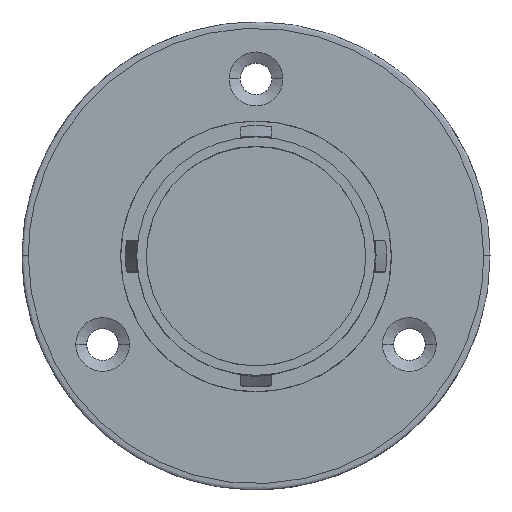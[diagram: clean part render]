
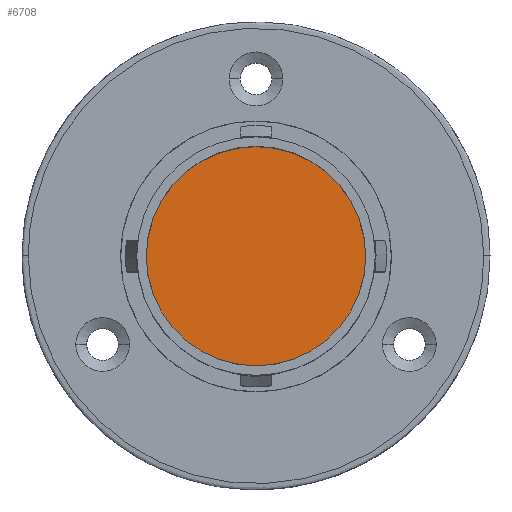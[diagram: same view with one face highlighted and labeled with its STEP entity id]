
A CAD part, top view. The second image highlights one B-rep face of the part: STEP entity #6708.
In plain terms, the highlighted face is planar.
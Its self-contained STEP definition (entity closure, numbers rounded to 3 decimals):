
#655 = CARTESIAN_POINT ( 'NONE',  ( -17.35, 0., 0. ) ) ;
#681 = DIRECTION ( 'NONE',  ( 1., 0., 0. ) ) ;
#828 = ORIENTED_EDGE ( 'NONE', *, *, #1679, .T. ) ;
#963 = AXIS2_PLACEMENT_3D ( 'NONE', #3561, #2256, #1539 ) ;
#1539 = DIRECTION ( 'NONE',  ( -1., 0., 0. ) ) ;
#1679 = EDGE_CURVE ( 'NONE', #4948, #4558, #8280, .T. ) ;
#2256 = DIRECTION ( 'NONE',  ( 0., 0., -1. ) ) ;
#2432 = DIRECTION ( 'NONE',  ( 0., 0., -1. ) ) ;
#3105 = CARTESIAN_POINT ( 'NONE',  ( 0., 0., 0. ) ) ;
#3302 = CIRCLE ( 'NONE', #3597, 17.35 ) ;
#3313 = DIRECTION ( 'NONE',  ( 0., 0., 1. ) ) ;
#3561 = CARTESIAN_POINT ( 'NONE',  ( 0., 0., 0. ) ) ;
#3577 = DIRECTION ( 'NONE',  ( -1., 0., 0. ) ) ;
#3597 = AXIS2_PLACEMENT_3D ( 'NONE', #3105, #2432, #3577 ) ;
#4067 = CARTESIAN_POINT ( 'NONE',  ( 0., 0., 0. ) ) ;
#4558 = VERTEX_POINT ( 'NONE', #655 ) ;
#4835 = EDGE_LOOP ( 'NONE', ( #828, #7034 ) ) ;
#4948 = VERTEX_POINT ( 'NONE', #6125 ) ;
#6125 = CARTESIAN_POINT ( 'NONE',  ( 17.35, 0., 0. ) ) ;
#6708 = ADVANCED_FACE ( 'NONE', ( #7994 ), #7318, .F. ) ;
#6951 = EDGE_CURVE ( 'NONE', #4558, #4948, #3302, .T. ) ;
#7034 = ORIENTED_EDGE ( 'NONE', *, *, #6951, .T. ) ;
#7318 = PLANE ( 'NONE',  #7919 ) ;
#7919 = AXIS2_PLACEMENT_3D ( 'NONE', #4067, #3313, #681 ) ;
#7994 = FACE_OUTER_BOUND ( 'NONE', #4835, .T. ) ;
#8280 = CIRCLE ( 'NONE', #963, 17.35 ) ;
